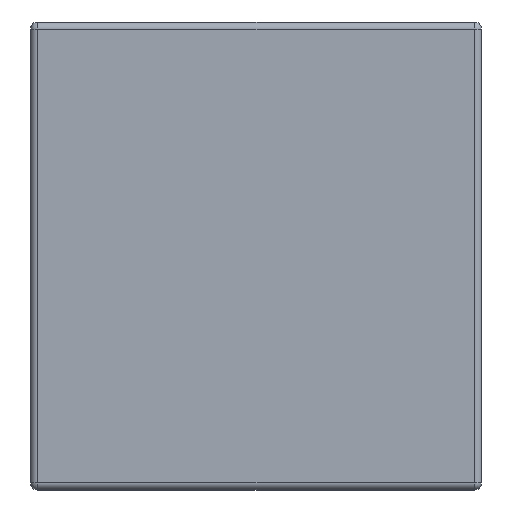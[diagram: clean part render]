
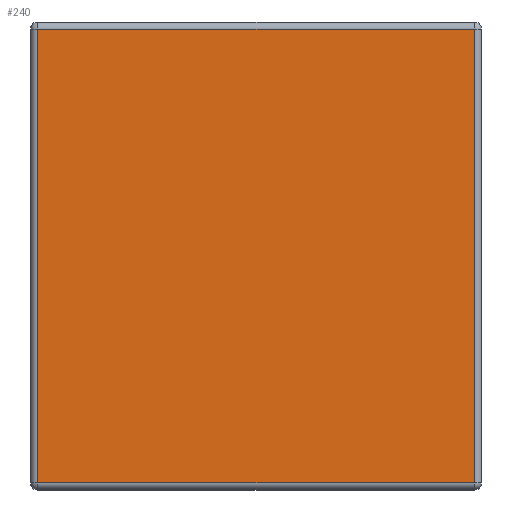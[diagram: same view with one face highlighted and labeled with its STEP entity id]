
A CAD part, left-side view. The second image highlights one B-rep face of the part: STEP entity #240.
In plain terms, the highlighted planar face has unit normal (-1, 0, 0).
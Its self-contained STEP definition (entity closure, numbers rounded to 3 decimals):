
#15 = VECTOR ( 'NONE', #537, 1000. ) ;
#87 = DIRECTION ( 'NONE',  ( -1., 0., 0. ) ) ;
#125 = CARTESIAN_POINT ( 'NONE',  ( -35.25, 0.5, 0. ) ) ;
#142 = ORIENTED_EDGE ( 'NONE', *, *, #307, .T. ) ;
#240 = ADVANCED_FACE ( 'NONE', ( #1058 ), #1273, .T. ) ;
#277 = ORIENTED_EDGE ( 'NONE', *, *, #938, .T. ) ;
#307 = EDGE_CURVE ( 'NONE', #1224, #313, #411, .T. ) ;
#313 = VERTEX_POINT ( 'NONE', #1439 ) ;
#411 = LINE ( 'NONE', #836, #15 ) ;
#413 = CARTESIAN_POINT ( 'NONE',  ( -35.25, 31.5, -0.5 ) ) ;
#525 = VECTOR ( 'NONE', #932, 1000. ) ;
#537 = DIRECTION ( 'NONE',  ( 0., -1., 0. ) ) ;
#549 = DIRECTION ( 'NONE',  ( 0., 0., 1. ) ) ;
#594 = VERTEX_POINT ( 'NONE', #1800 ) ;
#632 = DIRECTION ( 'NONE',  ( 0., 1., 0. ) ) ;
#730 = EDGE_LOOP ( 'NONE', ( #864, #1116, #142, #277 ) ) ;
#772 = AXIS2_PLACEMENT_3D ( 'NONE', #855, #87, #549 ) ;
#836 = CARTESIAN_POINT ( 'NONE',  ( -35.25, 32., -32.7 ) ) ;
#855 = CARTESIAN_POINT ( 'NONE',  ( -35.25, 32., 0. ) ) ;
#864 = ORIENTED_EDGE ( 'NONE', *, *, #1830, .T. ) ;
#914 = CARTESIAN_POINT ( 'NONE',  ( -35.25, 31.5, 0. ) ) ;
#916 = VECTOR ( 'NONE', #1167, 1000. ) ;
#932 = DIRECTION ( 'NONE',  ( 0., 0., -1. ) ) ;
#938 = EDGE_CURVE ( 'NONE', #313, #594, #1356, .T. ) ;
#991 = VECTOR ( 'NONE', #632, 1000. ) ;
#1058 = FACE_OUTER_BOUND ( 'NONE', #730, .T. ) ;
#1116 = ORIENTED_EDGE ( 'NONE', *, *, #1614, .T. ) ;
#1167 = DIRECTION ( 'NONE',  ( 0., 0., 1. ) ) ;
#1224 = VERTEX_POINT ( 'NONE', #1399 ) ;
#1273 = PLANE ( 'NONE',  #772 ) ;
#1356 = LINE ( 'NONE', #125, #916 ) ;
#1359 = VERTEX_POINT ( 'NONE', #413 ) ;
#1399 = CARTESIAN_POINT ( 'NONE',  ( -35.25, 31.5, -32.7 ) ) ;
#1439 = CARTESIAN_POINT ( 'NONE',  ( -35.25, 0.5, -32.7 ) ) ;
#1447 = LINE ( 'NONE', #1519, #991 ) ;
#1485 = LINE ( 'NONE', #914, #525 ) ;
#1519 = CARTESIAN_POINT ( 'NONE',  ( -35.25, 32., -0.5 ) ) ;
#1614 = EDGE_CURVE ( 'NONE', #1359, #1224, #1485, .T. ) ;
#1800 = CARTESIAN_POINT ( 'NONE',  ( -35.25, 0.5, -0.5 ) ) ;
#1830 = EDGE_CURVE ( 'NONE', #594, #1359, #1447, .T. ) ;
